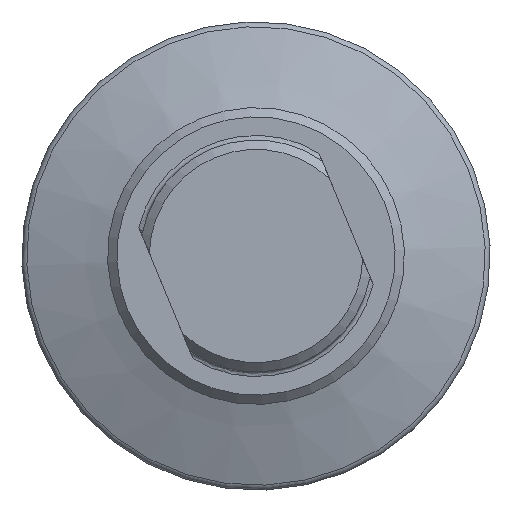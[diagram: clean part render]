
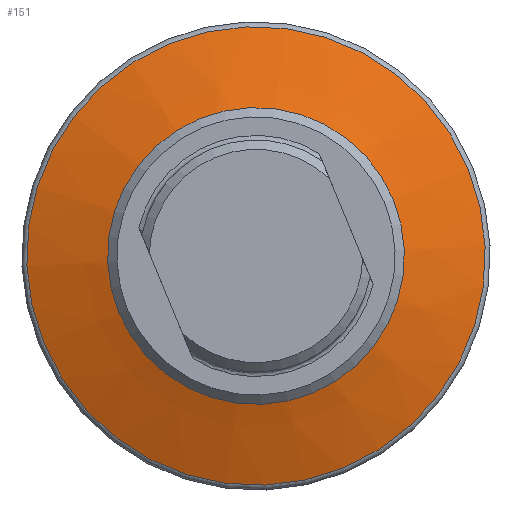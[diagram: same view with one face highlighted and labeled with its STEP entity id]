
A CAD part, front view. The second image highlights one B-rep face of the part: STEP entity #151.
In plain terms, the highlighted conical face has half-angle 70 degrees and reference radius 11 mm.
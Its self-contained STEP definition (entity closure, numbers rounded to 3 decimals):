
#151 = ADVANCED_FACE( '', ( #326, #327 ), #328, .T. );
#326 = FACE_OUTER_BOUND( '', #502, .T. );
#327 = FACE_BOUND( '', #503, .T. );
#328 = CONICAL_SURFACE( '', #504, 11., 1.222 );
#502 = EDGE_LOOP( '', ( #783 ) );
#503 = EDGE_LOOP( '', ( #784 ) );
#504 = AXIS2_PLACEMENT_3D( '', #785, #786, #787 );
#783 = ORIENTED_EDGE( '', *, *, #903, .T. );
#784 = ORIENTED_EDGE( '', *, *, #844, .T. );
#785 = CARTESIAN_POINT( '', ( 0., 9.263, 0. ) );
#786 = DIRECTION( '', ( 0., 1., 0. ) );
#787 = DIRECTION( '', ( -0.924, 0., -0.382 ) );
#844 = EDGE_CURVE( '', #966, #966, #967, .T. );
#903 = EDGE_CURVE( '', #1051, #1051, #1052, .T. );
#966 = VERTEX_POINT( '', #1154 );
#967 = CIRCLE( '', #1155, 12.316 );
#1051 = VERTEX_POINT( '', #1255 );
#1052 = CIRCLE( '', #1256, 24.724 );
#1154 = CARTESIAN_POINT( '', ( -11.383, 9.742, -4.703 ) );
#1155 = AXIS2_PLACEMENT_3D( '', #1310, #1311, #1312 );
#1255 = CARTESIAN_POINT( '', ( 22.85, 14.258, 9.441 ) );
#1256 = AXIS2_PLACEMENT_3D( '', #1392, #1393, #1394 );
#1310 = CARTESIAN_POINT( '', ( 0., 9.742, 0. ) );
#1311 = DIRECTION( '', ( 0., 1., 0. ) );
#1312 = DIRECTION( '', ( -0.924, 0., -0.382 ) );
#1392 = CARTESIAN_POINT( '', ( 0., 14.258, 0. ) );
#1393 = DIRECTION( '', ( 0., -1., 0. ) );
#1394 = DIRECTION( '', ( 0.924, 0., 0.382 ) );
